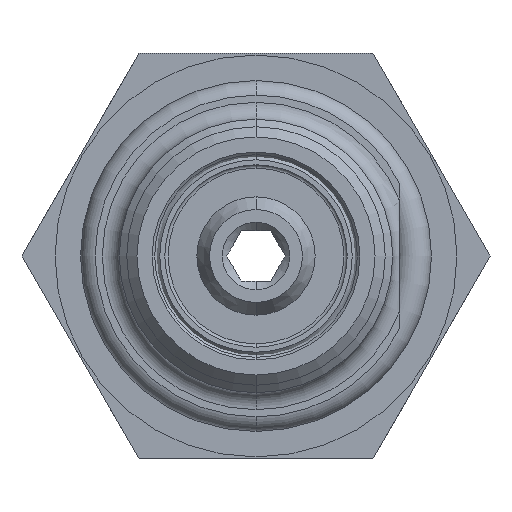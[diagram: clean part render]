
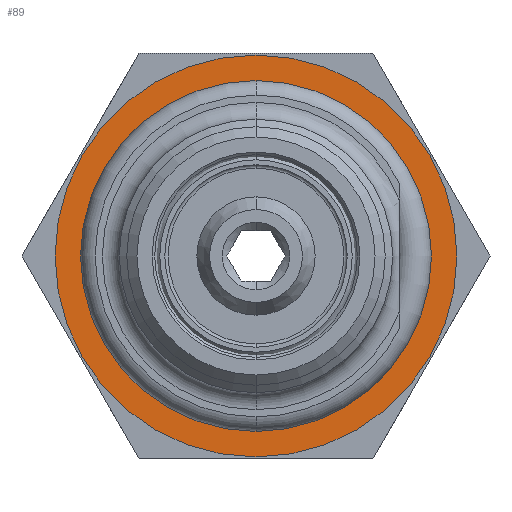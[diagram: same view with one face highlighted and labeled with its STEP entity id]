
A CAD part, front view. The second image highlights one B-rep face of the part: STEP entity #89.
In plain terms, the highlighted planar face has unit normal (0, -1, 0).
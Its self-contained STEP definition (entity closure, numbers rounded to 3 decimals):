
#73 = VERTEX_POINT ( 'NONE', #4625 ) ;
#89 = ADVANCED_FACE ( 'NONE', ( #11688, #94 ), #324, .T. ) ;
#94 = FACE_OUTER_BOUND ( 'NONE', #814, .T. ) ;
#324 = PLANE ( 'NONE',  #11049 ) ;
#729 = DIRECTION ( 'NONE',  ( 0., 0., 1. ) ) ;
#790 = DIRECTION ( 'NONE',  ( 0., 0., -1. ) ) ;
#814 = EDGE_LOOP ( 'NONE', ( #9329, #3527 ) ) ;
#1389 = CARTESIAN_POINT ( 'NONE',  ( 0., 0., 0. ) ) ;
#1873 = VERTEX_POINT ( 'NONE', #10579 ) ;
#2528 = CIRCLE ( 'NONE', #10020, 9.4 ) ;
#3527 = ORIENTED_EDGE ( 'NONE', *, *, #8597, .F. ) ;
#3726 = DIRECTION ( 'NONE',  ( 0., 1., 0. ) ) ;
#4224 = DIRECTION ( 'NONE',  ( 0., 1., 0. ) ) ;
#4232 = CIRCLE ( 'NONE', #14672, 11.9 ) ;
#4243 = ORIENTED_EDGE ( 'NONE', *, *, #11373, .T. ) ;
#4343 = CARTESIAN_POINT ( 'NONE',  ( 0., 0., 0. ) ) ;
#4625 = CARTESIAN_POINT ( 'NONE',  ( 0., 0., -11.9 ) ) ;
#5367 = AXIS2_PLACEMENT_3D ( 'NONE', #7668, #7598, #729 ) ;
#5408 = DIRECTION ( 'NONE',  ( 0., 1., 0. ) ) ;
#6940 = VERTEX_POINT ( 'NONE', #12380 ) ;
#7094 = ORIENTED_EDGE ( 'NONE', *, *, #7737, .T. ) ;
#7598 = DIRECTION ( 'NONE',  ( 0., 1., 0. ) ) ;
#7668 = CARTESIAN_POINT ( 'NONE',  ( 0., 0., 0. ) ) ;
#7703 = AXIS2_PLACEMENT_3D ( 'NONE', #4343, #5408, #790 ) ;
#7737 = EDGE_CURVE ( 'NONE', #10141, #1873, #13219, .T. ) ;
#8403 = DIRECTION ( 'NONE',  ( 0., 0., -1. ) ) ;
#8597 = EDGE_CURVE ( 'NONE', #73, #6940, #4232, .T. ) ;
#8890 = DIRECTION ( 'NONE',  ( 0., 0., 1. ) ) ;
#9329 = ORIENTED_EDGE ( 'NONE', *, *, #13183, .F. ) ;
#9591 = CARTESIAN_POINT ( 'NONE',  ( 11.9, 0., 0. ) ) ;
#9994 = CARTESIAN_POINT ( 'NONE',  ( 0., 0., 0. ) ) ;
#10020 = AXIS2_PLACEMENT_3D ( 'NONE', #1389, #3726, #8403 ) ;
#10141 = VERTEX_POINT ( 'NONE', #12188 ) ;
#10579 = CARTESIAN_POINT ( 'NONE',  ( 0., 0., 9.4 ) ) ;
#11049 = AXIS2_PLACEMENT_3D ( 'NONE', #9591, #14206, #11619 ) ;
#11297 = EDGE_LOOP ( 'NONE', ( #7094, #4243 ) ) ;
#11373 = EDGE_CURVE ( 'NONE', #1873, #10141, #2528, .T. ) ;
#11619 = DIRECTION ( 'NONE',  ( 0., 0., -1. ) ) ;
#11688 = FACE_BOUND ( 'NONE', #11297, .T. ) ;
#12188 = CARTESIAN_POINT ( 'NONE',  ( 0., 0., -9.4 ) ) ;
#12380 = CARTESIAN_POINT ( 'NONE',  ( 0., 0., 11.9 ) ) ;
#13183 = EDGE_CURVE ( 'NONE', #6940, #73, #14109, .T. ) ;
#13219 = CIRCLE ( 'NONE', #7703, 9.4 ) ;
#14109 = CIRCLE ( 'NONE', #5367, 11.9 ) ;
#14206 = DIRECTION ( 'NONE',  ( 0., -1., 0. ) ) ;
#14672 = AXIS2_PLACEMENT_3D ( 'NONE', #9994, #4224, #8890 ) ;
